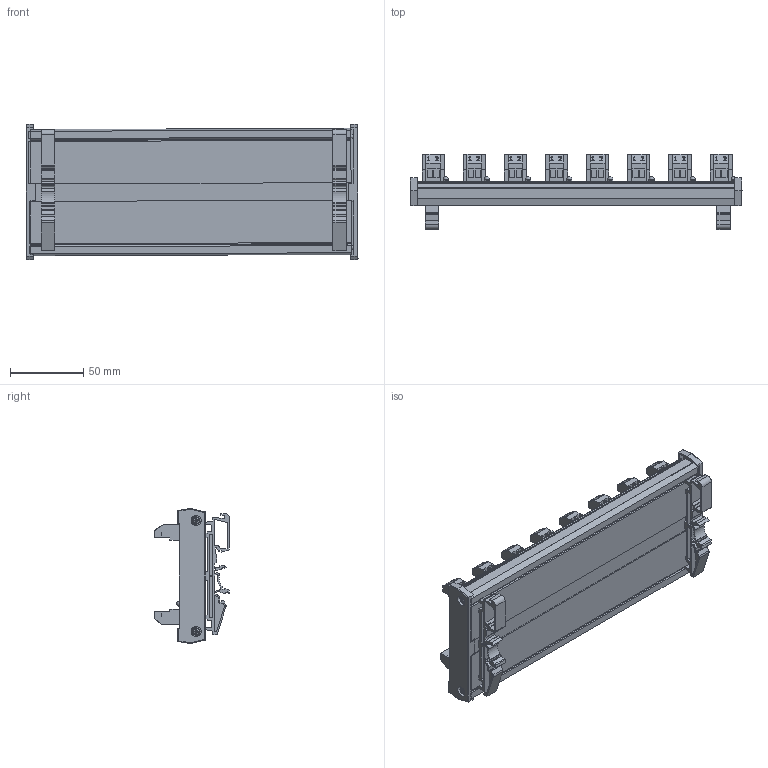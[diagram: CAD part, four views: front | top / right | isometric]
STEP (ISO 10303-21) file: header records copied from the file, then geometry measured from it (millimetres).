
FILE_DESCRIPTION((''),'2;1');
FILE_NAME('Opto_8_Position.stp','2015-07-10T12:00:38',('CAD Station'),(''),'Autodesk Inventor 2013','Autodesk Inventor 2013','');
FILE_SCHEMA(('CONFIG_CONTROL_DESIGN'));
Length unit declared in the file: millimetre
Products named in the file (16): Opto_8_Position; Opto_AssyDefault; 2GreenAssy; 2 hole green; 12Label; 3GreenASSY; 3 hole green; 345Label; OptoBoard; Green Bulb; Fuse; ResScaled; 1Channe;Case; BASE LEGS; BASE SIDE; BS EN ISO 7045 Z - Metric M2.5 x 10 - 4.8 - Z
Assembly tree (27 placements, depth 4):
  Opto_8_Position
    Opto_AssyDefault  x8
      2GreenAssy
        2 hole green
        12Label
      3GreenASSY
        3 hole green
        345Label
      OptoBoard
      Green Bulb
      Fuse
      ResScaled
    1Channe;Case
    BASE LEGS  x2
    BASE SIDE  x2
    BS EN ISO 7045 Z - Metric M2.5 x 10 - 4.8 - Z  x4
Bounding box: 225.99 x 51.35 x 91.98 mm (x, y, z)
Volume: 136446.8 mm3; surface area: 160788 mm2
Topology: 73 solids, 73 shells, 2725 faces, 6753 edges, 4410 vertices
Faces by surface type: plane 1604, cylinder 481, bspline 424, torus 140, cone 64, sphere 12
Full cylindrical faces by diameter (mm): 0.35 x64, 2.019 x24, 2.02 x16, 2.1 x48, 2.256 x4, 2.3 x40, 2.5 x4, 3.2 x4, 3.5 x8, 3.59 x8, 3.75 x40, 4 x8, 7 x4, 9 x4
Entity records: 23082 total; most frequent: CARTESIAN_POINT 5190, ORIENTED_EDGE 3582, DIRECTION 3414, EDGE_CURVE 1791, VECTOR 1270, LINE 1270, VERTEX_POINT 1221, AXIS2_PLACEMENT_3D 1072
